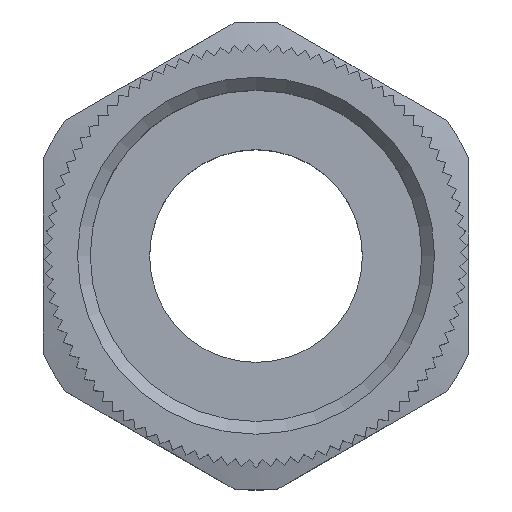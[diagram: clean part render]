
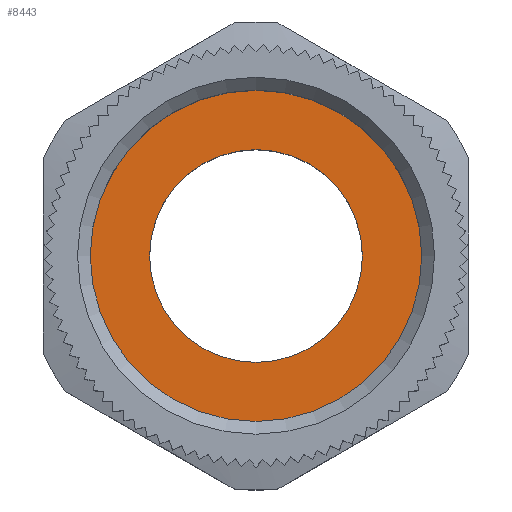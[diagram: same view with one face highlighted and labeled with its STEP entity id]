
A CAD part, top view. The second image highlights one B-rep face of the part: STEP entity #8443.
In plain terms, the highlighted planar face has unit normal (0, 0, 1).
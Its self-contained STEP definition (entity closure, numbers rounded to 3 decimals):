
#623 = FACE_OUTER_BOUND ( 'NONE', #1951, .T. ) ;
#736 = VERTEX_POINT ( 'NONE', #2747 ) ;
#1902 = CARTESIAN_POINT ( 'NONE',  ( 0., 0., -10.5 ) ) ;
#1951 = EDGE_LOOP ( 'NONE', ( #10277 ) ) ;
#2406 = CARTESIAN_POINT ( 'NONE',  ( 7.5, 0., -10.5 ) ) ;
#2747 = CARTESIAN_POINT ( 'NONE',  ( 11.684, 0., -10.5 ) ) ;
#3077 = CIRCLE ( 'NONE', #8993, 11.684 ) ;
#3789 = AXIS2_PLACEMENT_3D ( 'NONE', #8372, #8484, #10216 ) ;
#3970 = EDGE_LOOP ( 'NONE', ( #8811 ) ) ;
#4269 = CIRCLE ( 'NONE', #7414, 7.5 ) ;
#4297 = DIRECTION ( 'NONE',  ( 0., 0., -1. ) ) ;
#5068 = PLANE ( 'NONE',  #3789 ) ;
#5468 = DIRECTION ( 'NONE',  ( 1., 0., 0. ) ) ;
#5847 = DIRECTION ( 'NONE',  ( 1., 0., 0. ) ) ;
#5932 = VERTEX_POINT ( 'NONE', #2406 ) ;
#6144 = EDGE_CURVE ( 'NONE', #5932, #5932, #4269, .T. ) ;
#7414 = AXIS2_PLACEMENT_3D ( 'NONE', #9557, #4297, #5847 ) ;
#8372 = CARTESIAN_POINT ( 'NONE',  ( 0., 11.684, -10.5 ) ) ;
#8443 = ADVANCED_FACE ( 'NONE', ( #11094, #623 ), #5068, .T. ) ;
#8484 = DIRECTION ( 'NONE',  ( 0., 0., 1. ) ) ;
#8811 = ORIENTED_EDGE ( 'NONE', *, *, #6144, .T. ) ;
#8993 = AXIS2_PLACEMENT_3D ( 'NONE', #1902, #10679, #5468 ) ;
#9557 = CARTESIAN_POINT ( 'NONE',  ( 0., 0., -10.5 ) ) ;
#10090 = EDGE_CURVE ( 'NONE', #736, #736, #3077, .T. ) ;
#10216 = DIRECTION ( 'NONE',  ( 1., 0., 0. ) ) ;
#10277 = ORIENTED_EDGE ( 'NONE', *, *, #10090, .T. ) ;
#10679 = DIRECTION ( 'NONE',  ( 0., 0., 1. ) ) ;
#11094 = FACE_BOUND ( 'NONE', #3970, .T. ) ;
